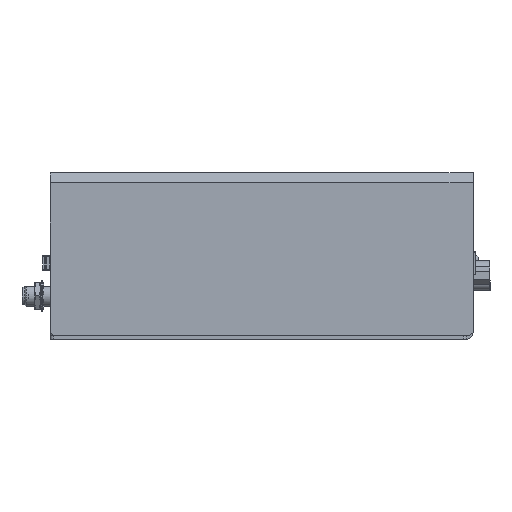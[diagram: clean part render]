
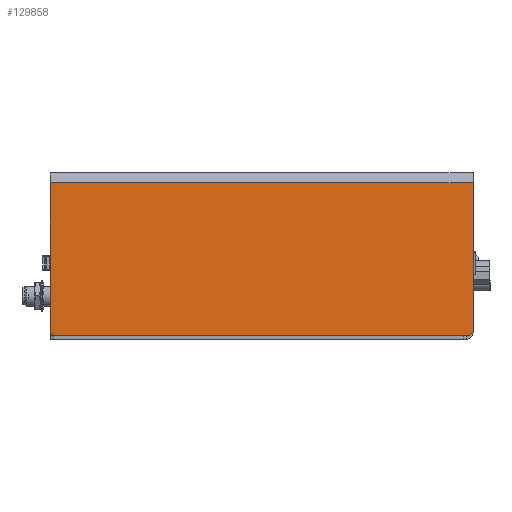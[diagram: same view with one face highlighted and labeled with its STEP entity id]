
A CAD part, left-side view. The second image highlights one B-rep face of the part: STEP entity #129858.
In plain terms, the highlighted planar face has unit normal (-1, 0, 0).
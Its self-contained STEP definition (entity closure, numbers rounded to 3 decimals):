
#6295=PLANE('',#139208);
#12432=FACE_OUTER_BOUND('',#19281,.T.);
#19281=EDGE_LOOP('',(#111804,#111805,#111806,#111807,#111808,#111809,#111810));
#31852=LINE('',#216069,#45418);
#31878=LINE('',#216122,#45444);
#31887=LINE('',#216139,#45453);
#32322=LINE('',#217266,#45888);
#32323=LINE('',#217267,#45889);
#32324=LINE('',#217268,#45890);
#32325=LINE('',#217269,#45891);
#45418=VECTOR('',#168770,10.);
#45444=VECTOR('',#168806,10.);
#45453=VECTOR('',#168819,10.);
#45888=VECTOR('',#169892,10.);
#45889=VECTOR('',#169893,10.);
#45890=VECTOR('',#169894,10.);
#45891=VECTOR('',#169895,10.);
#60213=VERTEX_POINT('',#213856);
#60627=VERTEX_POINT('',#216068);
#60648=VERTEX_POINT('',#216120);
#60649=VERTEX_POINT('',#216121);
#60655=VERTEX_POINT('',#216138);
#61027=VERTEX_POINT('',#217264);
#61028=VERTEX_POINT('',#217265);
#77725=EDGE_CURVE('',#60213,#60627,#31852,.T.);
#77751=EDGE_CURVE('',#60648,#60649,#31878,.T.);
#77760=EDGE_CURVE('',#60627,#60655,#31887,.T.);
#78323=EDGE_CURVE('',#61027,#61028,#32322,.T.);
#78324=EDGE_CURVE('',#60655,#61027,#32323,.T.);
#78325=EDGE_CURVE('',#60649,#60213,#32324,.T.);
#78326=EDGE_CURVE('',#61028,#60648,#32325,.T.);
#111804=ORIENTED_EDGE('',*,*,#78323,.F.);
#111805=ORIENTED_EDGE('',*,*,#78324,.F.);
#111806=ORIENTED_EDGE('',*,*,#77760,.F.);
#111807=ORIENTED_EDGE('',*,*,#77725,.F.);
#111808=ORIENTED_EDGE('',*,*,#78325,.F.);
#111809=ORIENTED_EDGE('',*,*,#77751,.F.);
#111810=ORIENTED_EDGE('',*,*,#78326,.F.);
#129858=ADVANCED_FACE('',(#12432),#6295,.T.);
#139208=AXIS2_PLACEMENT_3D('',#217263,#169890,#169891);
#168770=DIRECTION('',(0.,1.,0.));
#168806=DIRECTION('',(0.,0.707,-0.707));
#168819=DIRECTION('',(0.,0.707,0.707));
#169890=DIRECTION('center_axis',(-1.,0.,0.));
#169891=DIRECTION('ref_axis',(0.,0.,
1.));
#169892=DIRECTION('',(0.,-1.,0.));
#169893=DIRECTION('',(0.,0.,1.));
#169894=DIRECTION('',(0.,1.,0.));
#169895=DIRECTION('',(0.,0.,-1.));
#213856=CARTESIAN_POINT('',(-174.,2.,0.));
#216068=CARTESIAN_POINT('',(-174.,126.08,0.));
#216069=CARTESIAN_POINT('',(-174.,32.27,0.));
#216120=CARTESIAN_POINT('',(-174.,0.,1.));
#216121=CARTESIAN_POINT('',(-174.,1.,0.));
#216122=CARTESIAN_POINT('',(-174.,0.5,0.5));
#216138=CARTESIAN_POINT('',(-174.,127.08,1.));
#216139=CARTESIAN_POINT('',(-174.,94.81,-31.27));
#217263=CARTESIAN_POINT('Origin',(-174.,0.,0.));
#217264=CARTESIAN_POINT('',(-174.,127.08,46.));
#217265=CARTESIAN_POINT('',(-174.,0.,46.));
#217266=CARTESIAN_POINT('',(-174.,0.,46.));
#217267=CARTESIAN_POINT('',(-174.,127.08,40.));
#217268=CARTESIAN_POINT('',(-174.,0.,0.));
#217269=CARTESIAN_POINT('',(-174.,0.,40.));
